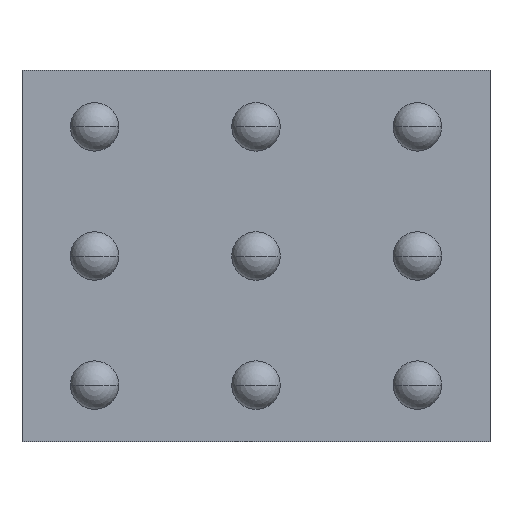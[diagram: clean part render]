
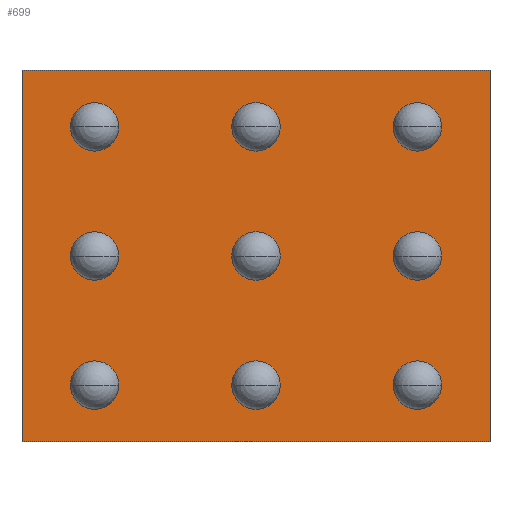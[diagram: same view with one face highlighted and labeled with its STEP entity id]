
A CAD part, front view. The second image highlights one B-rep face of the part: STEP entity #699.
In plain terms, the highlighted planar face has unit normal (0, -1, 0).
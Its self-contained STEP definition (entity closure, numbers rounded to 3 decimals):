
#43=DIRECTION('',(0.,0.,1.));
#44=VECTOR('',#43,2.3);
#45=CARTESIAN_POINT('',(-1.45,0.,-1.15));
#46=LINE('',#45,#44);
#51=DIRECTION('',(1.,0.,0.));
#52=VECTOR('',#51,2.9);
#53=CARTESIAN_POINT('',(-1.45,0.,1.15));
#54=LINE('',#53,#52);
#58=DIRECTION('',(0.,0.,-1.));
#59=VECTOR('',#58,2.3);
#60=CARTESIAN_POINT('',(1.45,0.,1.15));
#61=LINE('',#60,#59);
#65=DIRECTION('',(-1.,0.,0.));
#66=VECTOR('',#65,2.9);
#67=CARTESIAN_POINT('',(1.45,0.,-1.15));
#68=LINE('',#67,#66);
#72=CARTESIAN_POINT('',(-1.,0.,-0.8));
#73=DIRECTION('',(0.,-1.,0.));
#74=DIRECTION('',(1.,0.,0.));
#75=AXIS2_PLACEMENT_3D('',#72,#73,#74);
#80=CARTESIAN_POINT('',(-1.,0.,-0.8));
#81=DIRECTION('',(0.,-1.,0.));
#82=DIRECTION('',(-1.,0.,0.));
#83=AXIS2_PLACEMENT_3D('',#80,#81,#82);
#88=CARTESIAN_POINT('',(0.,0.,-0.8));
#89=DIRECTION('',(0.,-1.,0.));
#90=DIRECTION('',(1.,0.,0.));
#91=AXIS2_PLACEMENT_3D('',#88,#89,#90);
#96=CARTESIAN_POINT('',(0.,0.,-0.8));
#97=DIRECTION('',(0.,-1.,0.));
#98=DIRECTION('',(-1.,0.,0.));
#99=AXIS2_PLACEMENT_3D('',#96,#97,#98);
#104=CARTESIAN_POINT('',(1.,0.,-0.8));
#105=DIRECTION('',(0.,-1.,0.));
#106=DIRECTION('',(1.,0.,0.));
#107=AXIS2_PLACEMENT_3D('',#104,#105,#106);
#112=CARTESIAN_POINT('',(1.,0.,-0.8));
#113=DIRECTION('',(0.,-1.,0.));
#114=DIRECTION('',(-1.,0.,0.));
#115=AXIS2_PLACEMENT_3D('',#112,#113,#114);
#120=CARTESIAN_POINT('',(-1.,0.,0.));
#121=DIRECTION('',(0.,-1.,0.));
#122=DIRECTION('',(1.,0.,0.));
#123=AXIS2_PLACEMENT_3D('',#120,#121,#122);
#128=CARTESIAN_POINT('',(-1.,0.,0.));
#129=DIRECTION('',(0.,-1.,0.));
#130=DIRECTION('',(-1.,0.,0.));
#131=AXIS2_PLACEMENT_3D('',#128,#129,#130);
#136=CARTESIAN_POINT('',(0.,0.,0.));
#137=DIRECTION('',(0.,-1.,0.));
#138=DIRECTION('',(1.,0.,0.));
#139=AXIS2_PLACEMENT_3D('',#136,#137,#138);
#144=CARTESIAN_POINT('',(0.,0.,0.));
#145=DIRECTION('',(0.,-1.,0.));
#146=DIRECTION('',(-1.,0.,0.));
#147=AXIS2_PLACEMENT_3D('',#144,#145,#146);
#152=CARTESIAN_POINT('',(1.,0.,0.));
#153=DIRECTION('',(0.,-1.,0.));
#154=DIRECTION('',(1.,0.,0.));
#155=AXIS2_PLACEMENT_3D('',#152,#153,#154);
#160=CARTESIAN_POINT('',(1.,0.,0.));
#161=DIRECTION('',(0.,-1.,0.));
#162=DIRECTION('',(-1.,0.,0.));
#163=AXIS2_PLACEMENT_3D('',#160,#161,#162);
#168=CARTESIAN_POINT('',(-1.,0.,0.8));
#169=DIRECTION('',(0.,-1.,0.));
#170=DIRECTION('',(1.,0.,0.));
#171=AXIS2_PLACEMENT_3D('',#168,#169,#170);
#176=CARTESIAN_POINT('',(-1.,0.,0.8));
#177=DIRECTION('',(0.,-1.,0.));
#178=DIRECTION('',(-1.,0.,0.));
#179=AXIS2_PLACEMENT_3D('',#176,#177,#178);
#184=CARTESIAN_POINT('',(0.,0.,0.8));
#185=DIRECTION('',(0.,-1.,0.));
#186=DIRECTION('',(1.,0.,0.));
#187=AXIS2_PLACEMENT_3D('',#184,#185,#186);
#192=CARTESIAN_POINT('',(0.,0.,0.8));
#193=DIRECTION('',(0.,-1.,0.));
#194=DIRECTION('',(-1.,0.,0.));
#195=AXIS2_PLACEMENT_3D('',#192,#193,#194);
#200=CARTESIAN_POINT('',(1.,0.,0.8));
#201=DIRECTION('',(0.,-1.,0.));
#202=DIRECTION('',(1.,0.,0.));
#203=AXIS2_PLACEMENT_3D('',#200,#201,#202);
#208=CARTESIAN_POINT('',(1.,0.,0.8));
#209=DIRECTION('',(0.,-1.,0.));
#210=DIRECTION('',(-1.,0.,0.));
#211=AXIS2_PLACEMENT_3D('',#208,#209,#210);
#542=CARTESIAN_POINT('',(-1.45,0.,-1.15));
#543=CARTESIAN_POINT('',(-1.45,0.,1.15));
#544=VERTEX_POINT('',#542);
#545=VERTEX_POINT('',#543);
#546=CARTESIAN_POINT('',(1.45,0.,1.15));
#547=VERTEX_POINT('',#546);
#548=CARTESIAN_POINT('',(1.45,0.,-1.15));
#549=VERTEX_POINT('',#548);
#558=CARTESIAN_POINT('',(-0.85,0.,-0.8));
#559=CARTESIAN_POINT('',(-1.15,0.,-0.8));
#560=VERTEX_POINT('',#558);
#561=VERTEX_POINT('',#559);
#566=CARTESIAN_POINT('',(0.15,0.,-0.8));
#567=CARTESIAN_POINT('',(-0.15,0.,-0.8));
#568=VERTEX_POINT('',#566);
#569=VERTEX_POINT('',#567);
#574=CARTESIAN_POINT('',(1.15,0.,-0.8));
#575=CARTESIAN_POINT('',(0.85,0.,-0.8));
#576=VERTEX_POINT('',#574);
#577=VERTEX_POINT('',#575);
#582=CARTESIAN_POINT('',(-0.85,0.,0.));
#583=CARTESIAN_POINT('',(-1.15,0.,0.));
#584=VERTEX_POINT('',#582);
#585=VERTEX_POINT('',#583);
#590=CARTESIAN_POINT('',(0.15,0.,0.));
#591=CARTESIAN_POINT('',(-0.15,0.,0.));
#592=VERTEX_POINT('',#590);
#593=VERTEX_POINT('',#591);
#598=CARTESIAN_POINT('',(1.15,0.,0.));
#599=CARTESIAN_POINT('',(0.85,0.,0.));
#600=VERTEX_POINT('',#598);
#601=VERTEX_POINT('',#599);
#606=CARTESIAN_POINT('',(-0.85,0.,0.8));
#607=CARTESIAN_POINT('',(-1.15,0.,0.8));
#608=VERTEX_POINT('',#606);
#609=VERTEX_POINT('',#607);
#614=CARTESIAN_POINT('',(0.15,0.,0.8));
#615=CARTESIAN_POINT('',(-0.15,0.,0.8));
#616=VERTEX_POINT('',#614);
#617=VERTEX_POINT('',#615);
#622=CARTESIAN_POINT('',(1.15,0.,0.8));
#623=CARTESIAN_POINT('',(0.85,0.,0.8));
#624=VERTEX_POINT('',#622);
#625=VERTEX_POINT('',#623);
#630=CARTESIAN_POINT('',(0.,0.,0.));
#631=DIRECTION('',(0.,1.,0.));
#632=DIRECTION('',(1.,0.,0.));
#633=AXIS2_PLACEMENT_3D('',#630,#631,#632);
#634=PLANE('',#633);
#636=ORIENTED_EDGE('',*,*,#635,.T.);
#638=ORIENTED_EDGE('',*,*,#637,.T.);
#640=ORIENTED_EDGE('',*,*,#639,.T.);
#642=ORIENTED_EDGE('',*,*,#641,.T.);
#643=EDGE_LOOP('',(#636,#638,#640,#642));
#644=FACE_OUTER_BOUND('',#643,.F.);
#646=ORIENTED_EDGE('',*,*,#645,.T.);
#648=ORIENTED_EDGE('',*,*,#647,.T.);
#649=EDGE_LOOP('',(#646,#648));
#650=FACE_BOUND('',#649,.F.);
#652=ORIENTED_EDGE('',*,*,#651,.T.);
#654=ORIENTED_EDGE('',*,*,#653,.T.);
#655=EDGE_LOOP('',(#652,#654));
#656=FACE_BOUND('',#655,.F.);
#658=ORIENTED_EDGE('',*,*,#657,.T.);
#660=ORIENTED_EDGE('',*,*,#659,.T.);
#661=EDGE_LOOP('',(#658,#660));
#662=FACE_BOUND('',#661,.F.);
#664=ORIENTED_EDGE('',*,*,#663,.T.);
#666=ORIENTED_EDGE('',*,*,#665,.T.);
#667=EDGE_LOOP('',(#664,#666));
#668=FACE_BOUND('',#667,.F.);
#670=ORIENTED_EDGE('',*,*,#669,.T.);
#672=ORIENTED_EDGE('',*,*,#671,.T.);
#673=EDGE_LOOP('',(#670,#672));
#674=FACE_BOUND('',#673,.F.);
#676=ORIENTED_EDGE('',*,*,#675,.T.);
#678=ORIENTED_EDGE('',*,*,#677,.T.);
#679=EDGE_LOOP('',(#676,#678));
#680=FACE_BOUND('',#679,.F.);
#682=ORIENTED_EDGE('',*,*,#681,.T.);
#684=ORIENTED_EDGE('',*,*,#683,.T.);
#685=EDGE_LOOP('',(#682,#684));
#686=FACE_BOUND('',#685,.F.);
#688=ORIENTED_EDGE('',*,*,#687,.T.);
#690=ORIENTED_EDGE('',*,*,#689,.T.);
#691=EDGE_LOOP('',(#688,#690));
#692=FACE_BOUND('',#691,.F.);
#694=ORIENTED_EDGE('',*,*,#693,.T.);
#696=ORIENTED_EDGE('',*,*,#695,.T.);
#697=EDGE_LOOP('',(#694,#696));
#698=FACE_BOUND('',#697,.F.);
#699=ADVANCED_FACE('',(#644,#650,#656,#662,#668,#674,#680,#686,#692,#698),#634,
.F.);
#76=CIRCLE('',#75,0.15);
#84=CIRCLE('',#83,0.15);
#92=CIRCLE('',#91,0.15);
#100=CIRCLE('',#99,0.15);
#108=CIRCLE('',#107,0.15);
#116=CIRCLE('',#115,0.15);
#124=CIRCLE('',#123,0.15);
#132=CIRCLE('',#131,0.15);
#140=CIRCLE('',#139,0.15);
#148=CIRCLE('',#147,0.15);
#156=CIRCLE('',#155,0.15);
#164=CIRCLE('',#163,0.15);
#172=CIRCLE('',#171,0.15);
#180=CIRCLE('',#179,0.15);
#188=CIRCLE('',#187,0.15);
#196=CIRCLE('',#195,0.15);
#204=CIRCLE('',#203,0.15);
#212=CIRCLE('',#211,0.15);
#635=EDGE_CURVE('',#544,#545,#46,.T.);
#637=EDGE_CURVE('',#545,#547,#54,.T.);
#639=EDGE_CURVE('',#547,#549,#61,.T.);
#641=EDGE_CURVE('',#549,#544,#68,.T.);
#645=EDGE_CURVE('',#560,#561,#76,.T.);
#647=EDGE_CURVE('',#561,#560,#84,.T.);
#651=EDGE_CURVE('',#568,#569,#92,.T.);
#653=EDGE_CURVE('',#569,#568,#100,.T.);
#657=EDGE_CURVE('',#576,#577,#108,.T.);
#659=EDGE_CURVE('',#577,#576,#116,.T.);
#663=EDGE_CURVE('',#584,#585,#124,.T.);
#665=EDGE_CURVE('',#585,#584,#132,.T.);
#669=EDGE_CURVE('',#592,#593,#140,.T.);
#671=EDGE_CURVE('',#593,#592,#148,.T.);
#675=EDGE_CURVE('',#600,#601,#156,.T.);
#677=EDGE_CURVE('',#601,#600,#164,.T.);
#681=EDGE_CURVE('',#608,#609,#172,.T.);
#683=EDGE_CURVE('',#609,#608,#180,.T.);
#687=EDGE_CURVE('',#616,#617,#188,.T.);
#689=EDGE_CURVE('',#617,#616,#196,.T.);
#693=EDGE_CURVE('',#624,#625,#204,.T.);
#695=EDGE_CURVE('',#625,#624,#212,.T.);
